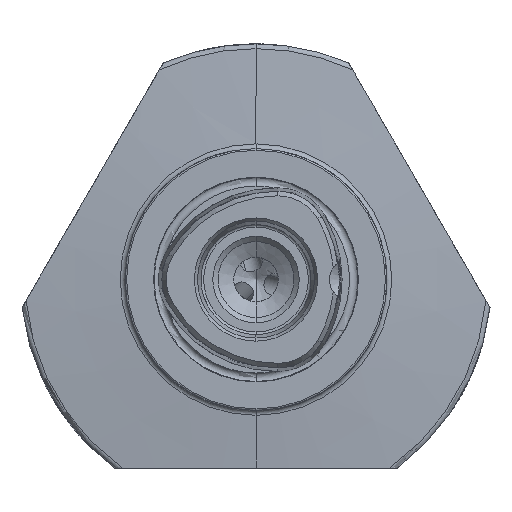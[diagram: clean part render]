
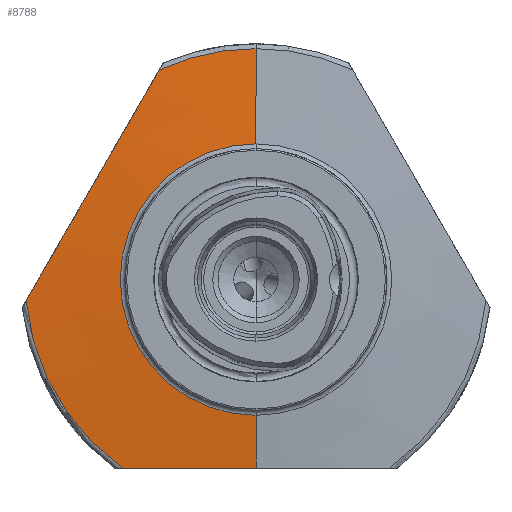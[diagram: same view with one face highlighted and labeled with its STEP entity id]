
A CAD part, left-side view. The second image highlights one B-rep face of the part: STEP entity #8788.
In plain terms, the highlighted conical face has half-angle 85 degrees and reference radius 44.087 mm.
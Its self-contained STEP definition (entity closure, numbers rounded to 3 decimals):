
#63 = CARTESIAN_POINT ( 'NONE',  ( 20.996, 0., 25.913 ) ) ;
#69 = VERTEX_POINT ( 'NONE', #6406 ) ;
#294 = B_SPLINE_CURVE_WITH_KNOTS ( 'NONE', 3,
 ( #7016, #4643, #7769, #2505, #8401, #8461 ),
 .UNSPECIFIED., .F., .F.,
 ( 4, 2, 4 ),
 ( 0.073, 0.086, 0.098 ),
 .UNSPECIFIED. ) ;
#326 = DIRECTION ( 'NONE',  ( -1., 0., 0. ) ) ;
#338 = CARTESIAN_POINT ( 'NONE',  ( 22.586, 0., 0. ) ) ;
#470 = AXIS2_PLACEMENT_3D ( 'NONE', #8611, #3352, #7921 ) ;
#488 = CARTESIAN_POINT ( 'NONE',  ( 22.586, 0., -44.087 ) ) ;
#493 = EDGE_CURVE ( 'NONE', #8902, #2701, #6318, .T. ) ;
#507 = DIRECTION ( 'NONE',  ( 0., 0., 1. ) ) ;
#580 = FACE_OUTER_BOUND ( 'NONE', #6000, .T. ) ;
#615 = ORIENTED_EDGE ( 'NONE', *, *, #5179, .T. ) ;
#731 = VECTOR ( 'NONE', #8652, 1000. ) ;
#889 = CARTESIAN_POINT ( 'NONE',  ( 22.586, 25.45, -36. ) ) ;
#1528 = CARTESIAN_POINT ( 'NONE',  ( 22.372, 41.782, -0.368 ) ) ;
#1697 = CARTESIAN_POINT ( 'NONE',  ( 22.193, 39.661, 3.305 ) ) ;
#1720 = CARTESIAN_POINT ( 'NONE',  ( 22.372, 20.573, 36.367 ) ) ;
#1786 = AXIS2_PLACEMENT_3D ( 'NONE', #7924, #326, #2690 ) ;
#1868 = AXIS2_PLACEMENT_3D ( 'NONE', #7327, #3431, #507 ) ;
#2171 = CIRCLE ( 'NONE', #1786, 44.087 ) ;
#2438 = CARTESIAN_POINT ( 'NONE',  ( 22.586, 18.452, 40.04 ) ) ;
#2505 = CARTESIAN_POINT ( 'NONE',  ( 22.193, 16.967, -36. ) ) ;
#2690 = DIRECTION ( 'NONE',  ( 0., 0., 1. ) ) ;
#2701 = VERTEX_POINT ( 'NONE', #8969 ) ;
#3352 = DIRECTION ( 'NONE',  ( 1., 0., 0. ) ) ;
#3362 = DIRECTION ( 'NONE',  ( -1., 0., 0. ) ) ;
#3431 = DIRECTION ( 'NONE',  ( -1., 0., 0. ) ) ;
#3753 = VERTEX_POINT ( 'NONE', #9373 ) ;
#3969 = VERTEX_POINT ( 'NONE', #889 ) ;
#4000 = CARTESIAN_POINT ( 'NONE',  ( 22.586, 0., 44.087 ) ) ;
#4235 = EDGE_CURVE ( 'NONE', #5623, #69, #6749, .T. ) ;
#4239 = ORIENTED_EDGE ( 'NONE', *, *, #493, .F. ) ;
#4294 = CARTESIAN_POINT ( 'NONE',  ( 20.996, 0., -25.913 ) ) ;
#4643 = CARTESIAN_POINT ( 'NONE',  ( 21.879, 4.241, -36. ) ) ;
#4754 = CARTESIAN_POINT ( 'NONE',  ( 21.879, 29.058, 21.67 ) ) ;
#4783 = CARTESIAN_POINT ( 'NONE',  ( 22.193, 22.694, 32.692 ) ) ;
#5179 = EDGE_CURVE ( 'NONE', #6820, #3969, #6953, .T. ) ;
#5546 = DIRECTION ( 'NONE',  ( 0., 0., 1. ) ) ;
#5623 = VERTEX_POINT ( 'NONE', #63 ) ;
#5805 = ORIENTED_EDGE ( 'NONE', *, *, #7213, .F. ) ;
#5861 = EDGE_CURVE ( 'NONE', #69, #3753, #2171, .T. ) ;
#6000 = EDGE_LOOP ( 'NONE', ( #7061, #6333, #7819, #5805, #615, #8201, #4239 ) ) ;
#6186 = CARTESIAN_POINT ( 'NONE',  ( 21.946, 26.937, 25.344 ) ) ;
#6285 = EDGE_CURVE ( 'NONE', #2701, #3969, #294, .T. ) ;
#6318 = LINE ( 'NONE', #488, #6559 ) ;
#6333 = ORIENTED_EDGE ( 'NONE', *, *, #4235, .T. ) ;
#6406 = CARTESIAN_POINT ( 'NONE',  ( 22.586, 0., 44.087 ) ) ;
#6433 = CARTESIAN_POINT ( 'NONE',  ( 22.586, 43.902, -4.04 ) ) ;
#6559 = VECTOR ( 'NONE', #9610, 1000. ) ;
#6707 = AXIS2_PLACEMENT_3D ( 'NONE', #338, #3362, #5546 ) ;
#6749 = LINE ( 'NONE', #4000, #731 ) ;
#6820 = VERTEX_POINT ( 'NONE', #6433 ) ;
#6953 = CIRCLE ( 'NONE', #6707, 44.087 ) ;
#7016 = CARTESIAN_POINT ( 'NONE',  ( 21.879, 0., -36. ) ) ;
#7061 = ORIENTED_EDGE ( 'NONE', *, *, #8120, .F. ) ;
#7090 = CIRCLE ( 'NONE', #1868, 25.913 ) ;
#7213 = EDGE_CURVE ( 'NONE', #6820, #3753, #9215, .T. ) ;
#7327 = CARTESIAN_POINT ( 'NONE',  ( 20.996, 0., 0. ) ) ;
#7769 = CARTESIAN_POINT ( 'NONE',  ( 21.946, 8.483, -36. ) ) ;
#7816 = CARTESIAN_POINT ( 'NONE',  ( 21.946, 35.42, 10.65 ) ) ;
#7819 = ORIENTED_EDGE ( 'NONE', *, *, #5861, .T. ) ;
#7921 = DIRECTION ( 'NONE',  ( 0., 0., -1. ) ) ;
#7924 = CARTESIAN_POINT ( 'NONE',  ( 22.586, 0., 0. ) ) ;
#8120 = EDGE_CURVE ( 'NONE', #5623, #8902, #7090, .T. ) ;
#8201 = ORIENTED_EDGE ( 'NONE', *, *, #6285, .F. ) ;
#8373 = CARTESIAN_POINT ( 'NONE',  ( 22.586, 43.902, -4.04 ) ) ;
#8392 = CONICAL_SURFACE ( 'NONE', #470, 44.087, 1.484 ) ;
#8401 = CARTESIAN_POINT ( 'NONE',  ( 22.372, 21.211, -36. ) ) ;
#8461 = CARTESIAN_POINT ( 'NONE',  ( 22.586, 25.45, -36. ) ) ;
#8611 = CARTESIAN_POINT ( 'NONE',  ( 22.586, 0., 0. ) ) ;
#8652 = DIRECTION ( 'NONE',  ( 0.087, 0., 0.996 ) ) ;
#8788 = ADVANCED_FACE ( 'NONE', ( #580 ), #8392, .T. ) ;
#8902 = VERTEX_POINT ( 'NONE', #4294 ) ;
#8969 = CARTESIAN_POINT ( 'NONE',  ( 21.879, 0., -36. ) ) ;
#9215 = B_SPLINE_CURVE_WITH_KNOTS ( 'NONE', 3,
 ( #8373, #1528, #1697, #7816, #9292, #4754, #6186, #4783, #1720, #2438 ),
 .UNSPECIFIED., .F., .F.,
 ( 4, 2, 2, 2, 4 ),
 ( 0., 0.013, 0.025, 0.038, 0.051 ),
 .UNSPECIFIED. ) ;
#9292 = CARTESIAN_POINT ( 'NONE',  ( 21.879, 33.3, 14.323 ) ) ;
#9373 = CARTESIAN_POINT ( 'NONE',  ( 22.586, 18.452, 40.04 ) ) ;
#9610 = DIRECTION ( 'NONE',  ( 0.087, 0., -0.996 ) ) ;
